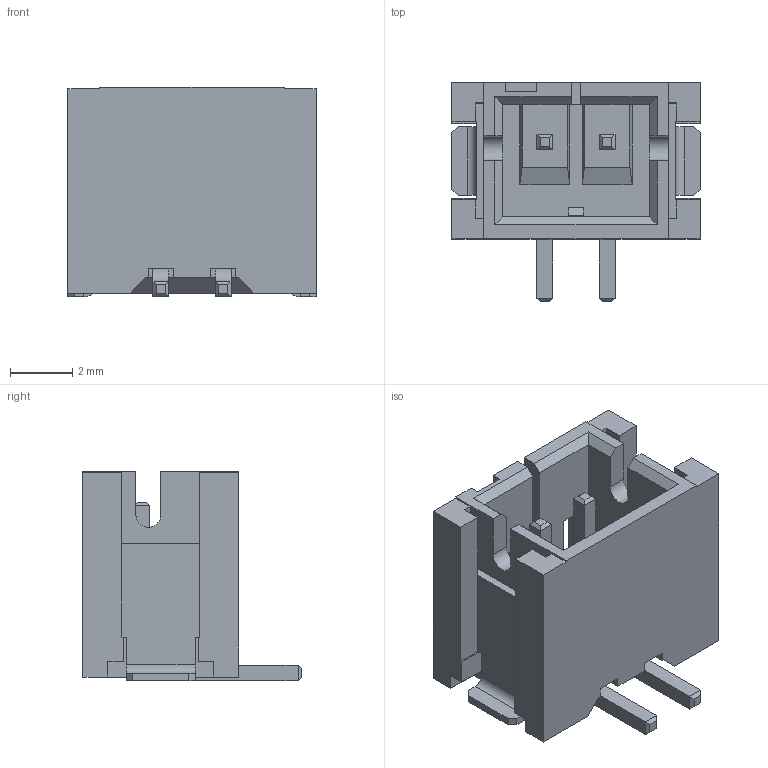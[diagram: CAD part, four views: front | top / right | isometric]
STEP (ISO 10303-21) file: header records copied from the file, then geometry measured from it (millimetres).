
FILE_DESCRIPTION(/* description */ (''),/* implementation_level */ '2;1');
FILE_NAME(/* name */ 'JST-PH-2-SMT.stp',/* time_stamp */ '2025-07-28T20:44:33-07:00',/* author */ ('mmajz'),/* organization */ (''),/* preprocessor_version */ 'ST-DEVELOPER v17',/* originating_system */ 'Autodesk Inventor 2019',/* authorisation */ '');
FILE_SCHEMA (('AUTOMOTIVE_DESIGN { 1 0 10303 214 3 1 1 }'));
Length unit declared in the file: millimetre
Products named in the file (1): JST-PH-2-SMT
Bounding box: 7.95 x 7 x 6.72 mm (x, y, z)
Volume: 149.8 mm3; surface area: 404.3 mm2
Topology: 1 solids, 1 shells, 184 faces, 494 edges, 312 vertices
Faces by surface type: plane 169, bspline 8, cylinder 7
Full cylindrical faces by diameter (mm): 0.1 x1
Entity records: 6130 total; most frequent: CARTESIAN_POINT 1344, ORIENTED_EDGE 988, DIRECTION 854, EDGE_CURVE 494, LINE 470, VECTOR 470, VERTEX_POINT 312, AXIS2_PLACEMENT_3D 192
